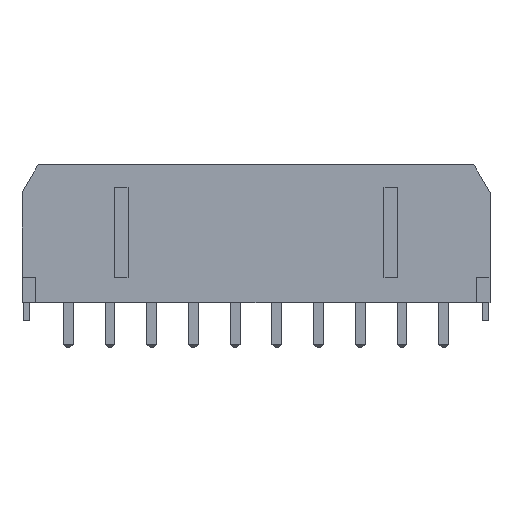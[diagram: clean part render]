
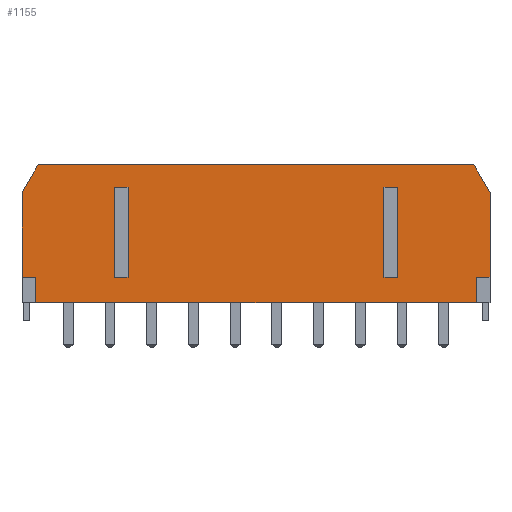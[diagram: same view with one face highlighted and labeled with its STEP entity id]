
A CAD part, top view. The second image highlights one B-rep face of the part: STEP entity #1155.
In plain terms, the highlighted planar face has unit normal (0, 0, 1).
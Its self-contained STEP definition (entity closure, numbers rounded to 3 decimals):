
#45 = EDGE_LOOP ( 'NONE', ( #13580, #13585, #13584, #13587 ) ) ;
#47 = EDGE_LOOP ( 'NONE', ( #13563, #13568, #13567, #13570 ) ) ;
#363 = EDGE_LOOP ( 'NONE', ( #13569, #13566, #13565, #13572, #13596, #13593, #13592, #13599, #13598, #13603 ) ) ;
#676 = AXIS2_PLACEMENT_3D ( 'NONE', #3415, #3420, #3411 ) ;
#1155 = ADVANCED_FACE ( 'NONE', ( #11946, #11949, #11947 ), #3416, .F. ) ;
#1333 = CARTESIAN_POINT ( 'NONE',  ( -15.825, 1.8, 3.425 ) ) ;
#1445 = CARTESIAN_POINT ( 'NONE',  ( 16.825, 9.9, 3.425 ) ) ;
#1450 = DIRECTION ( 'NONE',  ( -1., 0., 0. ) ) ;
#1475 = DIRECTION ( 'NONE',  ( -1., 0., 0. ) ) ;
#1478 = CARTESIAN_POINT ( 'NONE',  ( -15.67, 9.9, 3.425 ) ) ;
#1485 = DIRECTION ( 'NONE',  ( -1., 0., 0. ) ) ;
#1491 = DIRECTION ( 'NONE',  ( 1., 0., 0. ) ) ;
#1510 = DIRECTION ( 'NONE',  ( 0., -1., 0. ) ) ;
#1579 = CARTESIAN_POINT ( 'NONE',  ( 10.2, 0., 3.425 ) ) ;
#1584 = CARTESIAN_POINT ( 'NONE',  ( 0., 8.3, 3.425 ) ) ;
#1614 = CARTESIAN_POINT ( 'NONE',  ( 16.825, 9.9, 3.425 ) ) ;
#1621 = CARTESIAN_POINT ( 'NONE',  ( 0., 1.8, 3.425 ) ) ;
#1628 = CARTESIAN_POINT ( 'NONE',  ( 0., 8.3, 3.425 ) ) ;
#1664 = DIRECTION ( 'NONE',  ( 0., -1., 0. ) ) ;
#1692 = DIRECTION ( 'NONE',  ( -1., 0., 0. ) ) ;
#1725 = DIRECTION ( 'NONE',  ( -0.5, -0.866, 0. ) ) ;
#1727 = CARTESIAN_POINT ( 'NONE',  ( -10.2, 0., 3.425 ) ) ;
#1728 = DIRECTION ( 'NONE',  ( -1., 0., 0. ) ) ;
#1886 = CARTESIAN_POINT ( 'NONE',  ( 0., 1.8, 3.425 ) ) ;
#1893 = CARTESIAN_POINT ( 'NONE',  ( 9.2, 0., 3.425 ) ) ;
#1906 = DIRECTION ( 'NONE',  ( 0., -1., 0. ) ) ;
#2031 = DIRECTION ( 'NONE',  ( 0., -1., 0. ) ) ;
#2534 = CARTESIAN_POINT ( 'NONE',  ( 10.2, 1.8, 3.425 ) ) ;
#2535 = CARTESIAN_POINT ( 'NONE',  ( -16.825, 1.8, 3.425 ) ) ;
#2542 = CARTESIAN_POINT ( 'NONE',  ( -15.825, 0., 3.425 ) ) ;
#2649 = CARTESIAN_POINT ( 'NONE',  ( 16.825, 1.8, 3.425 ) ) ;
#2652 = CARTESIAN_POINT ( 'NONE',  ( -16.825, 7.9, 3.425 ) ) ;
#2655 = CARTESIAN_POINT ( 'NONE',  ( -15.825, 1.8, 3.425 ) ) ;
#2656 = CARTESIAN_POINT ( 'NONE',  ( 15.825, 1.8, 3.425 ) ) ;
#2657 = CARTESIAN_POINT ( 'NONE',  ( 16.825, 7.9, 3.425 ) ) ;
#2664 = CARTESIAN_POINT ( 'NONE',  ( 15.825, 0., 3.425 ) ) ;
#2863 = VERTEX_POINT ( 'NONE', #3736 ) ;
#2872 = VERTEX_POINT ( 'NONE', #3732 ) ;
#2878 = VERTEX_POINT ( 'NONE', #3729 ) ;
#2883 = VERTEX_POINT ( 'NONE', #3726 ) ;
#2924 = VERTEX_POINT ( 'NONE', #3692 ) ;
#2997 = VERTEX_POINT ( 'NONE', #3802 ) ;
#3002 = VERTEX_POINT ( 'NONE', #3801 ) ;
#3031 = VERTEX_POINT ( 'NONE', #3671 ) ;
#3044 = VERTEX_POINT ( 'NONE', #3795 ) ;
#3411 = DIRECTION ( 'NONE',  ( -1., 0., 0. ) ) ;
#3415 = CARTESIAN_POINT ( 'NONE',  ( 16.825, 9.9, 3.425 ) ) ;
#3416 = PLANE ( 'NONE',  #676 ) ;
#3420 = DIRECTION ( 'NONE',  ( 0., 0., -1. ) ) ;
#3608 = DIRECTION ( 'NONE',  ( 0., 1., 0. ) ) ;
#3628 = CARTESIAN_POINT ( 'NONE',  ( 15.825, 1.8, 3.425 ) ) ;
#3637 = CARTESIAN_POINT ( 'NONE',  ( 15.67, 9.9, 3.425 ) ) ;
#3645 = DIRECTION ( 'NONE',  ( 0., 1., 0. ) ) ;
#3671 = CARTESIAN_POINT ( 'NONE',  ( -10.2, 1.8, 3.425 ) ) ;
#3692 = CARTESIAN_POINT ( 'NONE',  ( -9.2, 1.8, 3.425 ) ) ;
#3726 = CARTESIAN_POINT ( 'NONE',  ( 9.2, 8.3, 3.425 ) ) ;
#3729 = CARTESIAN_POINT ( 'NONE',  ( -10.2, 8.3, 3.425 ) ) ;
#3732 = CARTESIAN_POINT ( 'NONE',  ( 15.67, 9.9, 3.425 ) ) ;
#3736 = CARTESIAN_POINT ( 'NONE',  ( 10.2, 8.3, 3.425 ) ) ;
#3795 = CARTESIAN_POINT ( 'NONE',  ( 9.2, 1.8, 3.425 ) ) ;
#3801 = CARTESIAN_POINT ( 'NONE',  ( -15.67, 9.9, 3.425 ) ) ;
#3802 = CARTESIAN_POINT ( 'NONE',  ( -9.2, 8.3, 3.425 ) ) ;
#3937 = DIRECTION ( 'NONE',  ( -0.5, 0.866, 0. ) ) ;
#3944 = DIRECTION ( 'NONE',  ( 1., 0., 0. ) ) ;
#4045 = CARTESIAN_POINT ( 'NONE',  ( -15.825, 1.8, 3.425 ) ) ;
#4061 = CARTESIAN_POINT ( 'NONE',  ( 15.825, 1.8, 3.425 ) ) ;
#4184 = EDGE_CURVE ( 'NONE', #11248, #11283, #9099, .T. ) ;
#4207 = EDGE_CURVE ( 'NONE', #11261, #11293, #9149, .T. ) ;
#4215 = EDGE_CURVE ( 'NONE', #11293, #11303, #9163, .T. ) ;
#4216 = EDGE_CURVE ( 'NONE', #11286, #2872, #9167, .T. ) ;
#4234 = EDGE_CURVE ( 'NONE', #3002, #2872, #9201, .T. ) ;
#4239 = EDGE_CURVE ( 'NONE', #3002, #11280, #9211, .T. ) ;
#4249 = EDGE_CURVE ( 'NONE', #11286, #11303, #9233, .T. ) ;
#4270 = EDGE_CURVE ( 'NONE', #11283, #11242, #9273, .T. ) ;
#4273 = EDGE_CURVE ( 'NONE', #2878, #3031, #9279, .T. ) ;
#4280 = EDGE_CURVE ( 'NONE', #2924, #3031, #9291, .T. ) ;
#4294 = EDGE_CURVE ( 'NONE', #2863, #11241, #9321, .T. ) ;
#4327 = EDGE_CURVE ( 'NONE', #2997, #2878, #9387, .T. ) ;
#4519 = EDGE_CURVE ( 'NONE', #11241, #3044, #5109, .T. ) ;
#4548 = EDGE_CURVE ( 'NONE', #2883, #3044, #5167, .T. ) ;
#4581 = EDGE_CURVE ( 'NONE', #2863, #2883, #5233, .T. ) ;
#4645 = EDGE_CURVE ( 'NONE', #2997, #2924, #6572, .T. ) ;
#4660 = EDGE_CURVE ( 'NONE', #11280, #11242, #6601, .T. ) ;
#5109 = LINE ( 'NONE', #1621, #5112 ) ;
#5112 = VECTOR ( 'NONE', #1692, 1000. ) ;
#5167 = LINE ( 'NONE', #1893, #5170 ) ;
#5170 = VECTOR ( 'NONE', #2031, 1000. ) ;
#5233 = LINE ( 'NONE', #1584, #5236 ) ;
#5236 = VECTOR ( 'NONE', #1450, 1000. ) ;
#6141 = DIRECTION ( 'NONE',  ( 0., -1., 0. ) ) ;
#6142 = CARTESIAN_POINT ( 'NONE',  ( -16.825, 9.9, 3.425 ) ) ;
#6172 = DIRECTION ( 'NONE',  ( 0., -1., 0. ) ) ;
#6173 = CARTESIAN_POINT ( 'NONE',  ( -9.2, 0., 3.425 ) ) ;
#6572 = LINE ( 'NONE', #6173, #6575 ) ;
#6575 = VECTOR ( 'NONE', #6172, 1000. ) ;
#6601 = LINE ( 'NONE', #6142, #6604 ) ;
#6604 = VECTOR ( 'NONE', #6141, 1000. ) ;
#8685 = EDGE_CURVE ( 'NONE', #11248, #11261, #10872, .T. ) ;
#9099 = LINE ( 'NONE', #4045, #9106 ) ;
#9106 = VECTOR ( 'NONE', #3645, 1000. ) ;
#9149 = LINE ( 'NONE', #3628, #9152 ) ;
#9152 = VECTOR ( 'NONE', #3608, 1000. ) ;
#9163 = LINE ( 'NONE', #4061, #9168 ) ;
#9167 = LINE ( 'NONE', #3637, #9170 ) ;
#9168 = VECTOR ( 'NONE', #3944, 1000. ) ;
#9170 = VECTOR ( 'NONE', #3937, 1000. ) ;
#9201 = LINE ( 'NONE', #1445, #9206 ) ;
#9206 = VECTOR ( 'NONE', #1491, 1000. ) ;
#9211 = LINE ( 'NONE', #1478, #9216 ) ;
#9216 = VECTOR ( 'NONE', #1725, 1000. ) ;
#9233 = LINE ( 'NONE', #1614, #9236 ) ;
#9236 = VECTOR ( 'NONE', #1510, 1000. ) ;
#9273 = LINE ( 'NONE', #1333, #9278 ) ;
#9278 = VECTOR ( 'NONE', #1728, 1000. ) ;
#9279 = LINE ( 'NONE', #1727, #9284 ) ;
#9284 = VECTOR ( 'NONE', #1906, 1000. ) ;
#9291 = LINE ( 'NONE', #1886, #9298 ) ;
#9298 = VECTOR ( 'NONE', #1475, 1000. ) ;
#9321 = LINE ( 'NONE', #1579, #9326 ) ;
#9326 = VECTOR ( 'NONE', #1664, 1000. ) ;
#9387 = LINE ( 'NONE', #1628, #9392 ) ;
#9392 = VECTOR ( 'NONE', #1485, 1000. ) ;
#10872 = LINE ( 'NONE', #12030, #10875 ) ;
#10875 = VECTOR ( 'NONE', #12367, 1000. ) ;
#11241 = VERTEX_POINT ( 'NONE', #2534 ) ;
#11242 = VERTEX_POINT ( 'NONE', #2535 ) ;
#11248 = VERTEX_POINT ( 'NONE', #2542 ) ;
#11261 = VERTEX_POINT ( 'NONE', #2664 ) ;
#11280 = VERTEX_POINT ( 'NONE', #2652 ) ;
#11283 = VERTEX_POINT ( 'NONE', #2655 ) ;
#11286 = VERTEX_POINT ( 'NONE', #2657 ) ;
#11293 = VERTEX_POINT ( 'NONE', #2656 ) ;
#11303 = VERTEX_POINT ( 'NONE', #2649 ) ;
#11946 = FACE_BOUND ( 'NONE', #45, .T. ) ;
#11947 = FACE_OUTER_BOUND ( 'NONE', #363, .T. ) ;
#11949 = FACE_BOUND ( 'NONE', #47, .T. ) ;
#12030 = CARTESIAN_POINT ( 'NONE',  ( 16.825, 0., 3.425 ) ) ;
#12367 = DIRECTION ( 'NONE',  ( 1., 0., 0. ) ) ;
#13563 = ORIENTED_EDGE ( 'NONE', *, *, #4327, .F. ) ;
#13565 = ORIENTED_EDGE ( 'NONE', *, *, #8685, .T. ) ;
#13566 = ORIENTED_EDGE ( 'NONE', *, *, #4184, .F. ) ;
#13567 = ORIENTED_EDGE ( 'NONE', *, *, #4280, .T. ) ;
#13568 = ORIENTED_EDGE ( 'NONE', *, *, #4645, .T. ) ;
#13569 = ORIENTED_EDGE ( 'NONE', *, *, #4270, .F. ) ;
#13570 = ORIENTED_EDGE ( 'NONE', *, *, #4273, .F. ) ;
#13572 = ORIENTED_EDGE ( 'NONE', *, *, #4207, .T. ) ;
#13580 = ORIENTED_EDGE ( 'NONE', *, *, #4581, .F. ) ;
#13584 = ORIENTED_EDGE ( 'NONE', *, *, #4519, .T. ) ;
#13585 = ORIENTED_EDGE ( 'NONE', *, *, #4294, .T. ) ;
#13587 = ORIENTED_EDGE ( 'NONE', *, *, #4548, .F. ) ;
#13592 = ORIENTED_EDGE ( 'NONE', *, *, #4216, .T. ) ;
#13593 = ORIENTED_EDGE ( 'NONE', *, *, #4249, .F. ) ;
#13596 = ORIENTED_EDGE ( 'NONE', *, *, #4215, .T. ) ;
#13598 = ORIENTED_EDGE ( 'NONE', *, *, #4239, .T. ) ;
#13599 = ORIENTED_EDGE ( 'NONE', *, *, #4234, .F. ) ;
#13603 = ORIENTED_EDGE ( 'NONE', *, *, #4660, .T. ) ;
